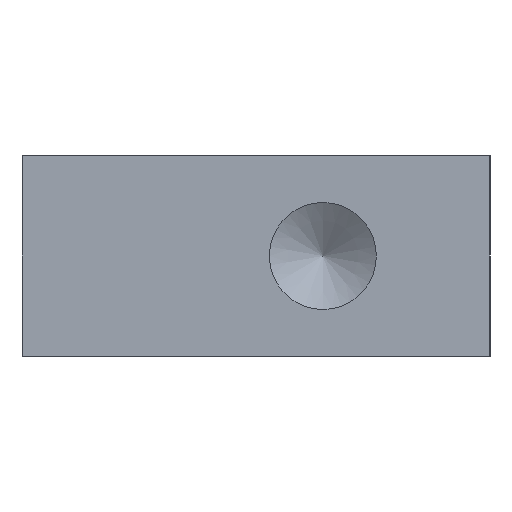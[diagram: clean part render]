
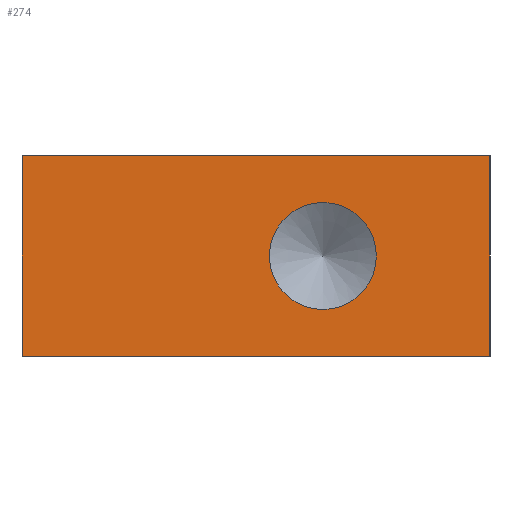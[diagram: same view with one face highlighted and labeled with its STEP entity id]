
A CAD part, left-side view. The second image highlights one B-rep face of the part: STEP entity #274.
In plain terms, the highlighted planar face has unit normal (-1, 0, 0).
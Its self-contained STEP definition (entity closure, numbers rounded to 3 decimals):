
#17=FACE_BOUND('',#63,.T.);
#27=PLANE('',#318);
#45=FACE_OUTER_BOUND('',#62,.T.);
#62=EDGE_LOOP('',(#249,#250,#251,#252));
#63=EDGE_LOOP('',(#253));
#83=LINE('',#441,#112);
#88=LINE('',#455,#117);
#93=LINE('',#464,#122);
#94=LINE('',#466,#123);
#112=VECTOR('',#363,10.);
#117=VECTOR('',#378,10.);
#122=VECTOR('',#387,10.);
#123=VECTOR('',#390,10.);
#127=CIRCLE('',#306,4.);
#135=VERTEX_POINT('',#409);
#146=VERTEX_POINT('',#437);
#147=VERTEX_POINT('',#439);
#151=VERTEX_POINT('',#453);
#153=VERTEX_POINT('',#462);
#160=EDGE_CURVE('',#135,#135,#127,.T.);
#175=EDGE_CURVE('',#147,#146,#83,.T.);
#182=EDGE_CURVE('',#151,#147,#88,.T.);
#187=EDGE_CURVE('',#153,#146,#93,.T.);
#188=EDGE_CURVE('',#151,#153,#94,.T.);
#249=ORIENTED_EDGE('',*,*,#188,.T.);
#250=ORIENTED_EDGE('',*,*,#187,.T.);
#251=ORIENTED_EDGE('',*,*,#175,.F.);
#252=ORIENTED_EDGE('',*,*,#182,.F.);
#253=ORIENTED_EDGE('',*,*,#160,.T.);
#274=ADVANCED_FACE('',(#45,#17),#27,.T.);
#306=AXIS2_PLACEMENT_3D('',#410,#339,#340);
#318=AXIS2_PLACEMENT_3D('',#465,#388,#389);
#339=DIRECTION('center_axis',(1.,0.,0.));
#340=DIRECTION('ref_axis',(0.,0.,1.));
#363=DIRECTION('',(0.,-1.,0.));
#378=DIRECTION('',(0.,0.,1.));
#387=DIRECTION('',(0.,0.,1.));
#388=DIRECTION('center_axis',(-1.,0.,0.));
#389=DIRECTION('ref_axis',(0.,-1.,0.));
#390=DIRECTION('',(0.,-1.,0.));
#409=CARTESIAN_POINT('',(-33.5,0.,3.5));
#410=CARTESIAN_POINT('Origin',(-33.5,0.,7.5));
#437=CARTESIAN_POINT('',(-33.5,-12.5,15.));
#439=CARTESIAN_POINT('',(-33.5,22.5,15.));
#441=CARTESIAN_POINT('',(-33.5,22.5,15.));
#453=CARTESIAN_POINT('',(-33.5,22.5,0.));
#455=CARTESIAN_POINT('',(-33.5,22.5,0.));
#462=CARTESIAN_POINT('',(-33.5,-12.5,0.));
#464=CARTESIAN_POINT('',(-33.5,-12.5,0.));
#465=CARTESIAN_POINT('Origin',(-33.5,22.5,0.));
#466=CARTESIAN_POINT('',(-33.5,22.5,0.));
